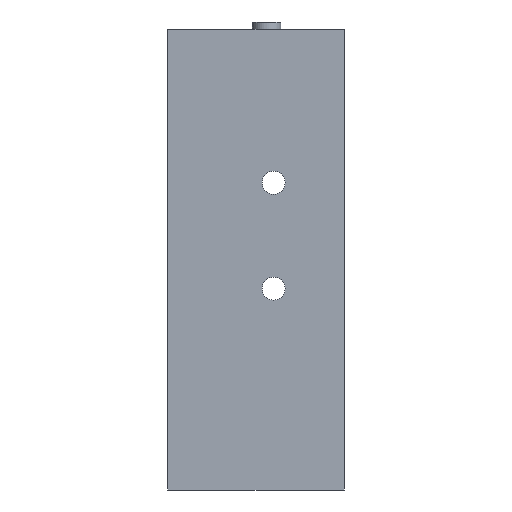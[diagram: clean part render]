
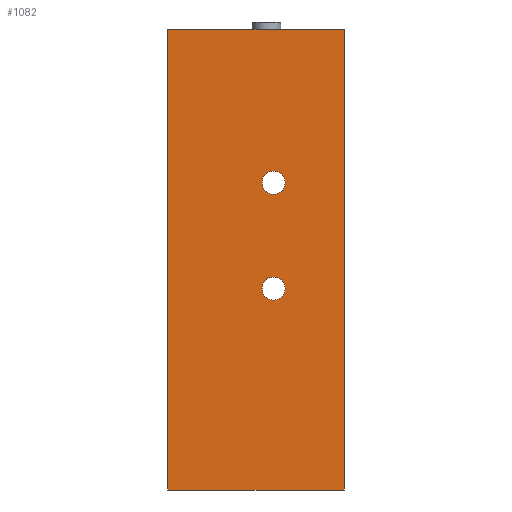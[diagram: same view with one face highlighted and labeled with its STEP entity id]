
A CAD part, front view. The second image highlights one B-rep face of the part: STEP entity #1082.
In plain terms, the highlighted planar face has unit normal (0, -1, 0).
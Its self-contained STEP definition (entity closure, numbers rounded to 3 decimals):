
#36=FACE_BOUND('',#236,.T.);
#37=FACE_BOUND('',#237,.T.);
#83=PLANE('',#1220);
#149=FACE_OUTER_BOUND('',#235,.T.);
#235=EDGE_LOOP('',(#959,#960,#961,#962));
#236=EDGE_LOOP('',(#963));
#237=EDGE_LOOP('',(#964));
#318=LINE('',#1826,#404);
#326=LINE('',#1841,#412);
#327=LINE('',#1843,#413);
#328=LINE('',#1844,#414);
#404=VECTOR('',#1526,10.);
#412=VECTOR('',#1538,10.);
#413=VECTOR('',#1541,10.);
#414=VECTOR('',#1542,10.);
#442=CIRCLE('',#1171,3.25);
#448=CIRCLE('',#1180,3.25);
#529=VERTEX_POINT('',#1738);
#535=VERTEX_POINT('',#1755);
#555=VERTEX_POINT('',#1823);
#556=VERTEX_POINT('',#1825);
#560=VERTEX_POINT('',#1837);
#561=VERTEX_POINT('',#1839);
#652=EDGE_CURVE('',#529,#529,#442,.T.);
#660=EDGE_CURVE('',#535,#535,#448,.T.);
#689=EDGE_CURVE('',#555,#556,#318,.T.);
#697=EDGE_CURVE('',#560,#561,#326,.T.);
#698=EDGE_CURVE('',#555,#560,#327,.T.);
#699=EDGE_CURVE('',#556,#561,#328,.T.);
#959=ORIENTED_EDGE('',*,*,#698,.T.);
#960=ORIENTED_EDGE('',*,*,#697,.T.);
#961=ORIENTED_EDGE('',*,*,#699,.F.);
#962=ORIENTED_EDGE('',*,*,#689,.F.);
#963=ORIENTED_EDGE('',*,*,#652,.T.);
#964=ORIENTED_EDGE('',*,*,#660,.T.);
#1082=ADVANCED_FACE('',(#149,#36,#37),#83,.T.);
#1171=AXIS2_PLACEMENT_3D('',#1740,#1420,#1421);
#1180=AXIS2_PLACEMENT_3D('',#1757,#1440,#1441);
#1220=AXIS2_PLACEMENT_3D('',#1842,#1539,#1540);
#1420=DIRECTION('center_axis',(0.,1.,0.));
#1421=DIRECTION('ref_axis',(1.,0.,0.));
#1440=DIRECTION('center_axis',(0.,1.,0.));
#1441=DIRECTION('ref_axis',(1.,0.,0.));
#1526=DIRECTION('',(0.,0.,1.));
#1538=DIRECTION('',(0.,0.,1.));
#1539=DIRECTION('center_axis',(0.,-1.,0.));
#1540=DIRECTION('ref_axis',(1.,0.,0.));
#1541=DIRECTION('',(1.,0.,0.));
#1542=DIRECTION('',(1.,0.,0.));
#1738=CARTESIAN_POINT('',(26.75,0.,87.));
#1740=CARTESIAN_POINT('Origin',(30.,0.,87.));
#1755=CARTESIAN_POINT('',(26.75,0.,57.));
#1757=CARTESIAN_POINT('Origin',(30.,0.,57.));
#1823=CARTESIAN_POINT('',(0.,0.,0.));
#1825=CARTESIAN_POINT('',(0.,0.,130.5));
#1826=CARTESIAN_POINT('',(0.,0.,0.));
#1837=CARTESIAN_POINT('',(50.,0.,0.));
#1839=CARTESIAN_POINT('',(50.,0.,130.5));
#1841=CARTESIAN_POINT('',(50.,0.,0.));
#1842=CARTESIAN_POINT('Origin',(0.,0.,0.));
#1843=CARTESIAN_POINT('',(0.,0.,0.));
#1844=CARTESIAN_POINT('',(0.,0.,130.5));
